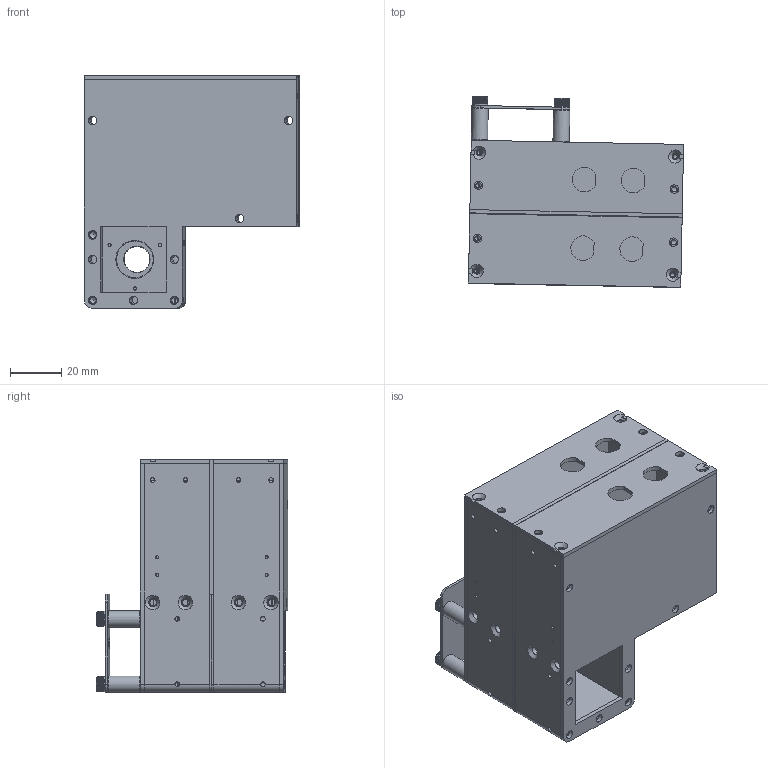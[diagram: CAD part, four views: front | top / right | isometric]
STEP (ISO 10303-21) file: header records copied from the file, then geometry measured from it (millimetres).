
FILE_DESCRIPTION(/* description */ (''),/* implementation_level */ '2;1');
FILE_NAME(/* name */ 'ABM_4.0.stp',/* time_stamp */ '2024-04-10T08:48:03-04:00',/* author */ ('er9852'),/* organization */ (''),/* preprocessor_version */ 'ST-DEVELOPER v20',/* originating_system */ 'Autodesk Inventor 2024',/* authorisation */ '');
FILE_SCHEMA (('AUTOMOTIVE_DESIGN { 1 0 10303 214 3 1 1 }'));
Length unit declared in the file: inch
Products named in the file (19): ABM_4.0; Grid Foil Holder v5; Grid Foil Holder Pc 2 v4; Flat Piece 2 v4; Component1; Sjuts_kbl_1010; Flat Piece 1(ABM4.0); Flat Piece 2 (ABM4.0); J_PIECE_1[ABM4.0]; J_PIECE_2[ABM4.0]; Aperture(ABM4.0); Side Plate (ABM4.0); Cutout (ABM4.0); EndGridHolder(ABM4.0); 94335A115_Electrical-Insulating Female Threaded Standoff; Isolation Plate Aft(ABM4.0); Isolation Plate Fore(ABM4.0); 91979A341_Vented Cup-Point Set Screws; 93235A142_Vented Socket Head Screw
Assembly tree (28 placements, depth 3):
  ABM_4.0
    Grid Foil Holder v5
    Grid Foil Holder Pc 2 v4
    Flat Piece 2 v4  x2
      Component1
    Sjuts_kbl_1010  x2
    Flat Piece 1(ABM4.0)  x2
    Flat Piece 2 (ABM4.0)  x2
    J_PIECE_1[ABM4.0]
    J_PIECE_2[ABM4.0]
    Aperture(ABM4.0)
    Side Plate (ABM4.0)  x2
    Cutout (ABM4.0)
    EndGridHolder(ABM4.0)  x2
    94335A115_Electrical-Insulating Female Threaded Standoff  x3
    Isolation Plate Aft(ABM4.0)
    Isolation Plate Fore(ABM4.0)
    91979A341_Vented Cup-Point Set Screws
    93235A142_Vented Socket Head Screw  x3
Bounding box: 83.63 x 74.28 x 90.49 mm (x, y, z)
Volume: 122596.1 mm3; surface area: 98624.1 mm2
Topology: 27 solids, 27 shells, 1455 faces, 3654 edges, 2406 vertices
Faces by surface type: plane 542, cylinder 478, cone 406, bspline 20, torus 6, sphere 3
Full cylindrical faces by diameter (mm): 0.965 x4, 1.181 x4, 1.245 x3, 1.3 x2, 1.321 x2, 1.613 x3, 1.694 x4, 1.778 x30, 2 x10, 2.156 x12, 2.438 x4, 2.474 x54, 2.642 x10, 3.175 x2, 3.264 x32, 3.27 x4, 3.277 x21, 3.505 x55, 5.74 x3, 6.35 x3, 10.008 x1, 14.3 x1, 16.612 x1, 17.272 x1, 19.533 x1, 19.914 x1
Entity records: 28289 total; most frequent: CARTESIAN_POINT 10227, DIRECTION 3554, ORIENTED_EDGE 3534, EDGE_CURVE 1767, AXIS2_PLACEMENT_3D 1304, VERTEX_POINT 1163, LINE 946, VECTOR 946
